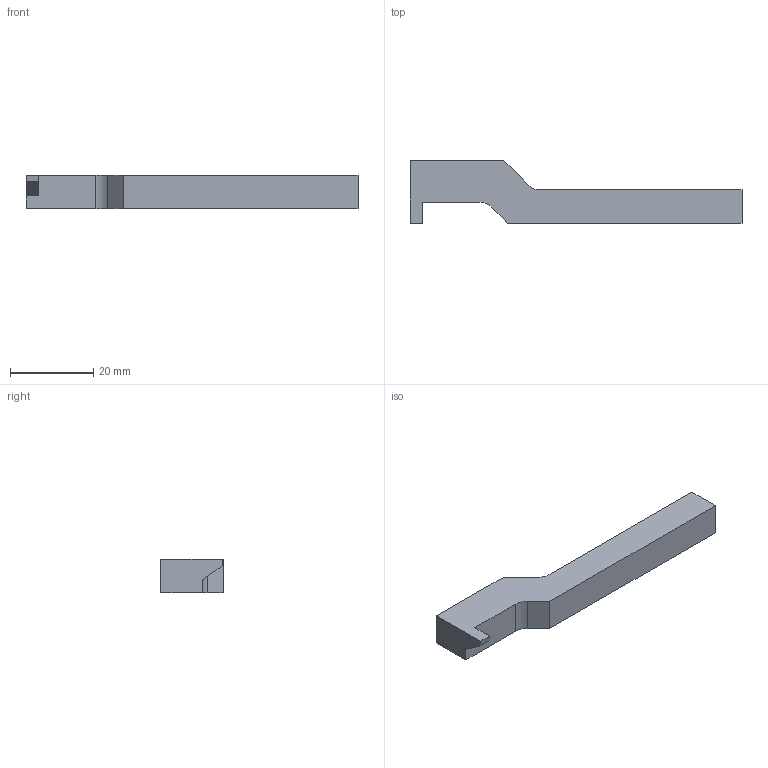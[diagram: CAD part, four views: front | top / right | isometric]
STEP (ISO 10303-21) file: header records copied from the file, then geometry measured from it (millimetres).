
FILE_DESCRIPTION (( 'STEP AP214' ), '1' );
FILE_NAME ('CUT-153-02-09.step', '2019-06-05T11:20:26', ( '' ), ( '' ), 'SwSTEP 2.0', 'SolidWorks 2018', '' );
FILE_SCHEMA (( 'AUTOMOTIVE_DESIGN' ));
Length unit declared in the file: millimetre
Products named in the file (1): CUT-153-02-09
Bounding box: 80 x 15 x 8 mm (x, y, z)
Volume: 5796.4 mm3; surface area: 2952.2 mm2
Topology: 1 solids, 1 shells, 15 faces, 39 edges, 26 vertices
Faces by surface type: plane 13, cylinder 2
Entity records: 491 total; most frequent: CARTESIAN_POINT 81, ORIENTED_EDGE 78, DIRECTION 75, EDGE_CURVE 39, VECTOR 35, LINE 35, VERTEX_POINT 26, AXIS2_PLACEMENT_3D 20
